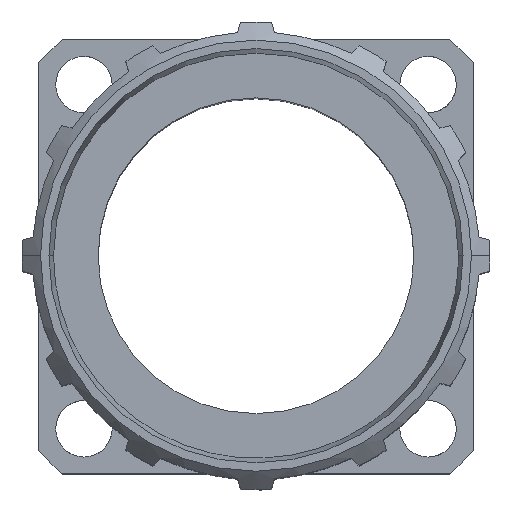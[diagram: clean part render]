
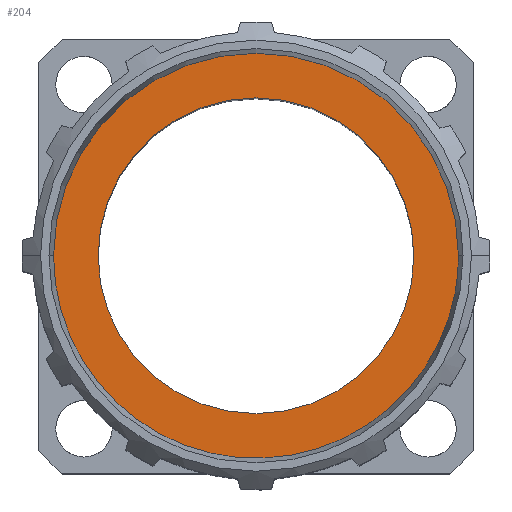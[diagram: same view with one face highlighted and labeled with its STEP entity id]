
A CAD part, top view. The second image highlights one B-rep face of the part: STEP entity #204.
In plain terms, the highlighted planar face has unit normal (0, 0, 1).
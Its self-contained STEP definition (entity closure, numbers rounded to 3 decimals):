
#118=AXIS2_PLACEMENT_3D('Circle Axis2P3D',#116,#117,$) ;
#154=AXIS2_PLACEMENT_3D('Plane Axis2P3D',#151,#152,#153) ;
#188=AXIS2_PLACEMENT_3D('Circle Axis2P3D',#186,#187,$) ;
#197=AXIS2_PLACEMENT_3D('Circle Axis2P3D',#195,#196,$) ;
#116=CARTESIAN_POINT('Axis2P3D Location',(13.45,13.45,34.8)) ;
#120=CARTESIAN_POINT('Vertex',(25.1,13.45,34.8)) ;
#122=CARTESIAN_POINT('Vertex',(1.8,13.45,34.8)) ;
#151=CARTESIAN_POINT('Axis2P3D Location',(25.522,13.45,34.8)) ;
#157=CARTESIAN_POINT('Control Point',(1.8,13.45,34.8)) ;
#158=CARTESIAN_POINT('Control Point',(1.8,12.28,34.8)) ;
#159=CARTESIAN_POINT('Control Point',(1.947,11.109,34.8)) ;
#160=CARTESIAN_POINT('Control Point',(2.241,9.963,34.8)) ;
#161=CARTESIAN_POINT('Control Point',(3.111,7.77,34.8)) ;
#162=CARTESIAN_POINT('Control Point',(4.495,5.86,34.8)) ;
#163=CARTESIAN_POINT('Control Point',(5.305,4.997,34.8)) ;
#164=CARTESIAN_POINT('Control Point',(7.123,3.493,34.8)) ;
#165=CARTESIAN_POINT('Control Point',(9.256,2.486,34.8)) ;
#166=CARTESIAN_POINT('Control Point',(10.381,2.119,34.8)) ;
#167=CARTESIAN_POINT('Control Point',(12.699,1.677,34.8)) ;
#168=CARTESIAN_POINT('Control Point',(15.054,1.821,34.8)) ;
#169=CARTESIAN_POINT('Control Point',(16.216,2.042,34.8)) ;
#170=CARTESIAN_POINT('Control Point',(18.46,2.77,34.8)) ;
#171=CARTESIAN_POINT('Control Point',(20.455,4.03,34.8)) ;
#172=CARTESIAN_POINT('Control Point',(21.367,4.783,34.8)) ;
#173=CARTESIAN_POINT('Control Point',(22.984,6.502,34.8)) ;
#174=CARTESIAN_POINT('Control Point',(24.125,8.567,34.8)) ;
#175=CARTESIAN_POINT('Control Point',(24.562,9.666,34.8)) ;
#176=CARTESIAN_POINT('Control Point',(24.931,11.098,34.8)) ;
#177=CARTESIAN_POINT('Control Point',(25.072,12.559,34.8)) ;
#178=CARTESIAN_POINT('Control Point',(25.091,12.856,34.8)) ;
#179=CARTESIAN_POINT('Control Point',(25.1,13.153,34.8)) ;
#180=CARTESIAN_POINT('Control Point',(25.1,13.45,34.8)) ;
#186=CARTESIAN_POINT('Axis2P3D Location',(13.45,13.45,34.8)) ;
#190=CARTESIAN_POINT('Vertex',(4.367,13.45,34.8)) ;
#192=CARTESIAN_POINT('Vertex',(22.533,13.45,34.8)) ;
#195=CARTESIAN_POINT('Axis2P3D Location',(13.45,13.45,34.8)) ;
#117=DIRECTION('Axis2P3D Direction',(0.,0.,1.)) ;
#152=DIRECTION('Axis2P3D Direction',(0.,0.,-1.)) ;
#153=DIRECTION('Axis2P3D XDirection',(-1.,0.,0.)) ;
#187=DIRECTION('Axis2P3D Direction',(0.,0.,-1.)) ;
#196=DIRECTION('Axis2P3D Direction',(0.,0.,-1.)) ;
#183=ORIENTED_EDGE('',*,*,#181,.T.) ;
#184=ORIENTED_EDGE('',*,*,#124,.T.) ;
#201=ORIENTED_EDGE('',*,*,#194,.T.) ;
#202=ORIENTED_EDGE('',*,*,#199,.T.) ;
#203=FACE_BOUND('',#200,.T.) ;
#204=ADVANCED_FACE('Hauptk\X2\00F6\X0\rper',(#185,#203),#155,.F.) ;
#156=B_SPLINE_CURVE_WITH_KNOTS('',5,(#157,#158,#159,#160,#161,#162,#163,#164,#165,#166,#167,#168,#169,#170,#171,#172,#173,#174,#175,#176,#177,#178,#179,#180),.UNSPECIFIED.,.F.,.U.,(6,3,3,3,3,3,3,6),(0.,8.276,16.553,24.829,33.106,41.382,49.659,51.758),.UNSPECIFIED.) ;
#119=CIRCLE('generated circle',#118,11.65) ;
#189=CIRCLE('generated circle',#188,9.083) ;
#198=CIRCLE('generated circle',#197,9.083) ;
#124=EDGE_CURVE('',#121,#123,#119,.T.) ;
#181=EDGE_CURVE('',#123,#121,#156,.T.) ;
#194=EDGE_CURVE('',#191,#193,#189,.T.) ;
#199=EDGE_CURVE('',#193,#191,#198,.T.) ;
#182=EDGE_LOOP('',(#183,#184)) ;
#200=EDGE_LOOP('',(#201,#202)) ;
#185=FACE_OUTER_BOUND('',#182,.T.) ;
#155=PLANE('',#154) ;
#121=VERTEX_POINT('',#120) ;
#123=VERTEX_POINT('',#122) ;
#191=VERTEX_POINT('',#190) ;
#193=VERTEX_POINT('',#192) ;
